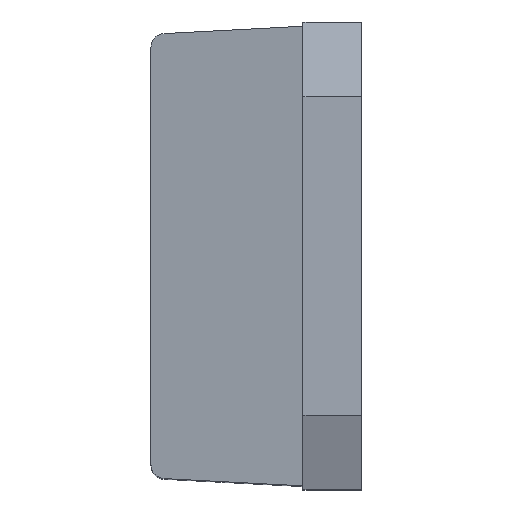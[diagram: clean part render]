
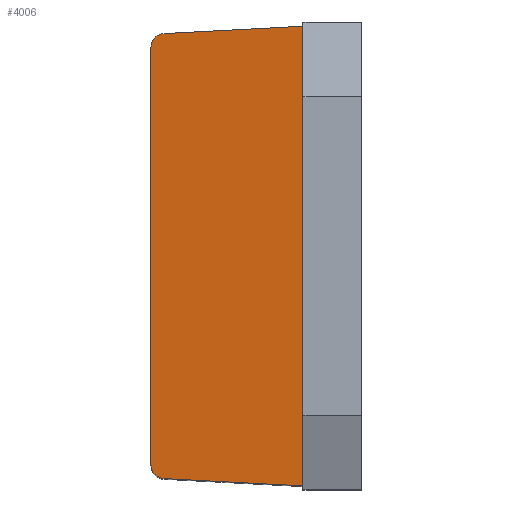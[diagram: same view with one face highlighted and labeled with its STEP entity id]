
A CAD part, top view. The second image highlights one B-rep face of the part: STEP entity #4006.
In plain terms, the highlighted planar face has unit normal (-0.122, 0, 0.993).
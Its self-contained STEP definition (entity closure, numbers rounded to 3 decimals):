
#151=ELLIPSE('',#4264,0.302,0.3);
#153=ELLIPSE('',#4267,0.302,0.3);
#314=FACE_OUTER_BOUND('',#540,.T.);
#540=EDGE_LOOP('',(#2795,#2796,#2797,#2798,#2799,#2800,#2801,#2802,#2803,
#2804,#2805,#2806));
#788=LINE('',#5678,#1218);
#789=LINE('',#5679,#1219);
#790=LINE('',#5680,#1220);
#800=LINE('',#5701,#1230);
#801=LINE('',#5703,#1231);
#802=LINE('',#5706,#1232);
#804=LINE('',#5709,#1234);
#810=LINE('',#5734,#1240);
#813=LINE('',#5739,#1243);
#817=LINE('',#5746,#1247);
#1218=VECTOR('',#4651,1000.);
#1219=VECTOR('',#4652,1000.);
#1220=VECTOR('',#4653,1000.);
#1230=VECTOR('',#4675,1000.);
#1231=VECTOR('',#4678,1000.);
#1232=VECTOR('',#4681,1000.);
#1234=VECTOR('',#4685,1000.);
#1240=VECTOR('',#4709,1000.);
#1243=VECTOR('',#4714,1000.);
#1247=VECTOR('',#4720,1000.);
#1606=VERTEX_POINT('',#5549);
#1607=VERTEX_POINT('',#5553);
#1622=VERTEX_POINT('',#5594);
#1627=VERTEX_POINT('',#5607);
#1648=VERTEX_POINT('',#5669);
#1650=VERTEX_POINT('',#5677);
#1655=VERTEX_POINT('',#5699);
#1656=VERTEX_POINT('',#5705);
#1657=VERTEX_POINT('',#5711);
#1658=VERTEX_POINT('',#5712);
#1661=VERTEX_POINT('',#5720);
#1662=VERTEX_POINT('',#5721);
#2070=EDGE_CURVE('',#1648,#1650,#788,.T.);
#2071=EDGE_CURVE('',#1622,#1627,#789,.T.);
#2072=EDGE_CURVE('',#1606,#1607,#790,.T.);
#2083=EDGE_CURVE('',#1627,#1655,#800,.T.);
#2084=EDGE_CURVE('',#1607,#1622,#801,.T.);
#2085=EDGE_CURVE('',#1656,#1648,#802,.T.);
#2087=EDGE_CURVE('',#1650,#1606,#804,.T.);
#2088=EDGE_CURVE('',#1657,#1658,#151,.T.);
#2092=EDGE_CURVE('',#1661,#1662,#153,.T.);
#2098=EDGE_CURVE('',#1655,#1657,#810,.T.);
#2101=EDGE_CURVE('',#1662,#1656,#813,.T.);
#2105=EDGE_CURVE('',#1661,#1658,#817,.T.);
#2795=ORIENTED_EDGE('',*,*,#2105,.F.);
#2796=ORIENTED_EDGE('',*,*,#2092,.T.);
#2797=ORIENTED_EDGE('',*,*,#2101,.T.);
#2798=ORIENTED_EDGE('',*,*,#2085,.T.);
#2799=ORIENTED_EDGE('',*,*,#2070,.T.);
#2800=ORIENTED_EDGE('',*,*,#2087,.T.);
#2801=ORIENTED_EDGE('',*,*,#2072,.T.);
#2802=ORIENTED_EDGE('',*,*,#2084,.T.);
#2803=ORIENTED_EDGE('',*,*,#2071,.T.);
#2804=ORIENTED_EDGE('',*,*,#2083,.T.);
#2805=ORIENTED_EDGE('',*,*,#2098,.T.);
#2806=ORIENTED_EDGE('',*,*,#2088,.T.);
#3824=PLANE('',#4273);
#4006=ADVANCED_FACE('',(#314),#3824,.F.);
#4264=AXIS2_PLACEMENT_3D('',#5713,#4688,#4689);
#4267=AXIS2_PLACEMENT_3D('',#5722,#4696,#4697);
#4273=AXIS2_PLACEMENT_3D('',#5745,#4718,#4719);
#4651=DIRECTION('',(0.,1.,0.));
#4652=DIRECTION('',(0.,1.,0.));
#4653=DIRECTION('',(0.,1.,0.));
#4675=DIRECTION('',(0.,1.,0.));
#4678=DIRECTION('',(0.,1.,0.));
#4681=DIRECTION('',(0.,1.,0.));
#4685=DIRECTION('',(0.,1.,0.));
#4688=DIRECTION('center_axis',(-0.122,0.,
0.993));
#4689=DIRECTION('ref_axis',(0.993,0.,0.122));
#4696=DIRECTION('center_axis',(-0.122,0.,
0.993));
#4697=DIRECTION('ref_axis',(0.993,0.,0.122));
#4709=DIRECTION('',(-0.991,-0.052,-0.122));
#4714=DIRECTION('',(0.991,-0.052,0.122));
#4718=DIRECTION('center_axis',(0.122,0.,-0.993));
#4719=DIRECTION('ref_axis',(0.993,0.,0.122));
#4720=DIRECTION('',(0.,1.,0.));
#5549=CARTESIAN_POINT('',(1.59,-1.038,13.36));
#5553=CARTESIAN_POINT('',(1.59,1.029,13.36));
#5594=CARTESIAN_POINT('',(1.59,3.184,13.36));
#5607=CARTESIAN_POINT('',(1.59,4.826,13.36));
#5669=CARTESIAN_POINT('',(1.59,-4.826,13.36));
#5677=CARTESIAN_POINT('',(1.59,-3.192,13.36));
#5678=CARTESIAN_POINT('',(1.59,-5.055,13.36));
#5679=CARTESIAN_POINT('',(1.59,-5.055,13.36));
#5680=CARTESIAN_POINT('',(1.59,-5.055,13.36));
#5699=CARTESIAN_POINT('',(1.59,4.989,13.36));
#5701=CARTESIAN_POINT('',(1.59,-5.055,13.36));
#5703=CARTESIAN_POINT('',(1.59,-5.055,13.36));
#5705=CARTESIAN_POINT('',(1.59,-4.989,13.36));
#5706=CARTESIAN_POINT('',(1.59,-5.055,13.36));
#5709=CARTESIAN_POINT('',(1.59,-5.055,13.36));
#5711=CARTESIAN_POINT('',(-1.426,4.831,12.99));
#5712=CARTESIAN_POINT('',(-1.71,4.532,12.955));
#5713=CARTESIAN_POINT('Origin',(-1.41,4.532,12.992));
#5720=CARTESIAN_POINT('',(-1.71,-4.532,12.955));
#5721=CARTESIAN_POINT('',(-1.426,-4.831,12.99));
#5722=CARTESIAN_POINT('Origin',(-1.41,-4.532,12.992));
#5734=CARTESIAN_POINT('',(1.073,4.962,13.296));
#5739=CARTESIAN_POINT('',(1.593,-4.99,13.36));
#5745=CARTESIAN_POINT('Origin',(1.59,-5.055,13.36));
#5746=CARTESIAN_POINT('',(-1.71,-5.055,12.955));
